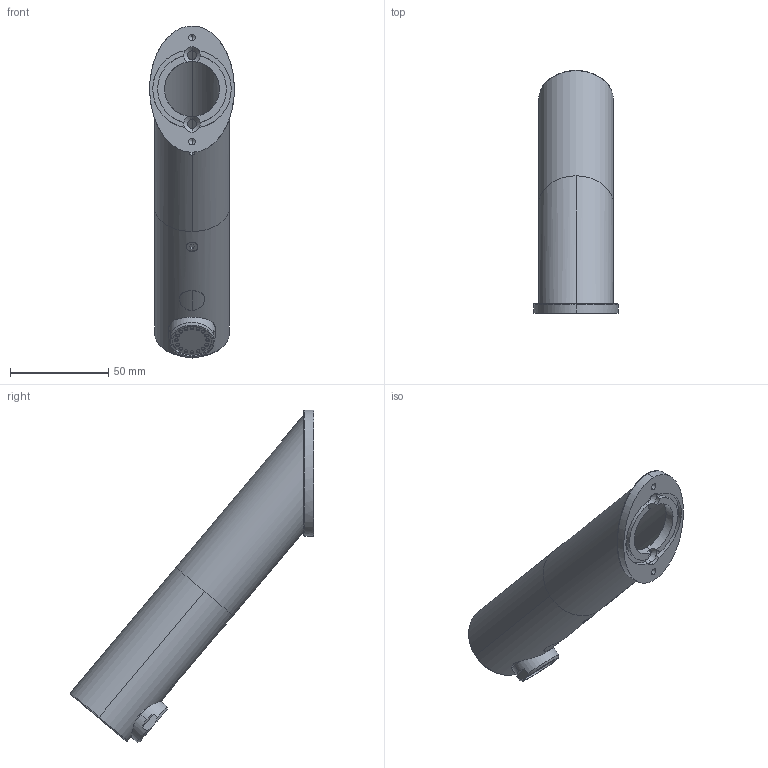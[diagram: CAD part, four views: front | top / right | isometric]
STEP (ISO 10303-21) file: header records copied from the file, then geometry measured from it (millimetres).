
FILE_DESCRIPTION (( 'STEP AP203' ), '1' );
FILE_NAME ('S38 Hob Mount Angle.STEP', '2021-08-24T01:26:40', ( '' ), ( '' ), 'SwSTEP 2.0', 'SolidWorks 2021', '' );
FILE_SCHEMA (( 'CONFIG_CONTROL_DESIGN' ));
Length unit declared in the file: millimetre
Products named in the file (8): 201_AF_SH-001; 201_BDR-001; M3 screw; S38 Hob Mount Angle; 201_AF_AER_AT-001; minute_sensor; mock_aerator; 201_AF_LCT-001
Assembly tree (7 placements, depth 2):
  S38 Hob Mount Angle
    201_AF_LCT-001
    201_AF_SH-001
    minute_sensor
    201_BDR-001
    201_AF_AER_AT-001
    mock_aerator
    M3 screw
Bounding box: 43.01 x 124 x 169.14 mm (x, y, z)
Volume: 99866.4 mm3; surface area: 54513.9 mm2
Topology: 7 solids, 7 shells, 287 faces, 692 edges, 439 vertices
Faces by surface type: plane 140, cylinder 123, cone 18, bspline 4, torus 2
Entity records: 10698 total; most frequent: CARTESIAN_POINT 3101, DIRECTION 1431, ORIENTED_EDGE 1376, EDGE_CURVE 688, AXIS2_PLACEMENT_3D 521, VERTEX_POINT 439, VECTOR 389, LINE 389
